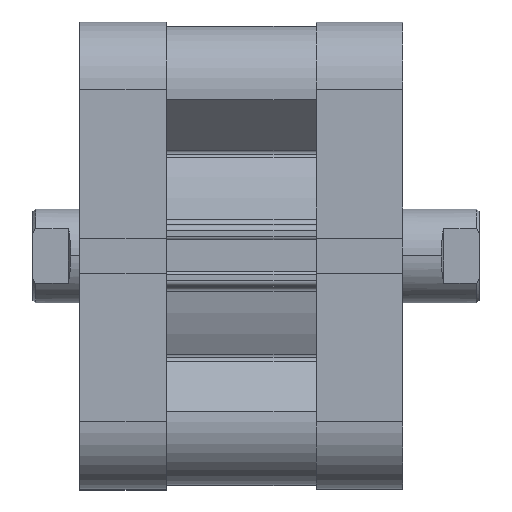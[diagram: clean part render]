
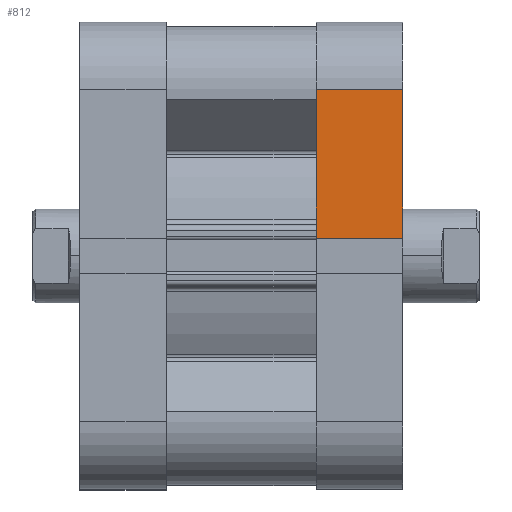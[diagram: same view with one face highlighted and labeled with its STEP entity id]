
A CAD part, top view. The second image highlights one B-rep face of the part: STEP entity #812.
In plain terms, the highlighted planar face has unit normal (0, 0, 1).
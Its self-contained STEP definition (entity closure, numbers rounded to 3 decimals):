
#128 = EDGE_CURVE ( 'NONE', #7659, #7450, #6880, .T. ) ;
#272 = EDGE_CURVE ( 'NONE', #7738, #7697, #3045, .T. ) ;
#403 = EDGE_CURVE ( 'NONE', #7738, #7659, #3104, .T. ) ;
#416 = DIRECTION ( 'NONE',  ( 0., -1., 0. ) ) ;
#428 = EDGE_CURVE ( 'NONE', #7450, #7697, #3111, .T. ) ;
#479 = CARTESIAN_POINT ( 'NONE',  ( -27.821, 39.75, 39.75 ) ) ;
#812 = ADVANCED_FACE ( 'NONE', ( #3306 ), #2328, .F. ) ;
#969 = CARTESIAN_POINT ( 'NONE',  ( -13.071, -2.97, 39.75 ) ) ;
#1178 = AXIS2_PLACEMENT_3D ( 'NONE', #2309, #2336, #2337 ) ;
#1886 = CARTESIAN_POINT ( 'NONE',  ( -13.071, 39.75, 39.75 ) ) ;
#1889 = DIRECTION ( 'NONE',  ( 0., -1., 0. ) ) ;
#1924 = CARTESIAN_POINT ( 'NONE',  ( -13.071, -2.97, 39.75 ) ) ;
#1925 = DIRECTION ( 'NONE',  ( -1., 0., 0. ) ) ;
#1935 = CARTESIAN_POINT ( 'NONE',  ( -13.071, -28.25, 39.75 ) ) ;
#1936 = DIRECTION ( 'NONE',  ( 1., 0., 0. ) ) ;
#2309 = CARTESIAN_POINT ( 'NONE',  ( -13.071, 39.75, 39.75 ) ) ;
#2328 = PLANE ( 'NONE',  #1178 ) ;
#2336 = DIRECTION ( 'NONE',  ( 0., 0., -1. ) ) ;
#2337 = DIRECTION ( 'NONE',  ( 0., 1., 0. ) ) ;
#3045 = LINE ( 'NONE', #1886, #3080 ) ;
#3080 = VECTOR ( 'NONE', #1889, 1000. ) ;
#3104 = LINE ( 'NONE', #1924, #3105 ) ;
#3105 = VECTOR ( 'NONE', #1925, 1000. ) ;
#3111 = LINE ( 'NONE', #1935, #3112 ) ;
#3112 = VECTOR ( 'NONE', #1936, 1000. ) ;
#3306 = FACE_OUTER_BOUND ( 'NONE', #6536, .T. ) ;
#5039 = CARTESIAN_POINT ( 'NONE',  ( -27.821, -28.25, 39.75 ) ) ;
#5253 = CARTESIAN_POINT ( 'NONE',  ( -27.821, -2.97, 39.75 ) ) ;
#5290 = CARTESIAN_POINT ( 'NONE',  ( -13.071, -28.25, 39.75 ) ) ;
#5865 = ORIENTED_EDGE ( 'NONE', *, *, #428, .T. ) ;
#5866 = ORIENTED_EDGE ( 'NONE', *, *, #128, .T. ) ;
#5867 = ORIENTED_EDGE ( 'NONE', *, *, #403, .T. ) ;
#5868 = ORIENTED_EDGE ( 'NONE', *, *, #272, .F. ) ;
#6536 = EDGE_LOOP ( 'NONE', ( #5868, #5867, #5866, #5865 ) ) ;
#6880 = LINE ( 'NONE', #479, #6884 ) ;
#6884 = VECTOR ( 'NONE', #416, 1000. ) ;
#7450 = VERTEX_POINT ( 'NONE', #5039 ) ;
#7659 = VERTEX_POINT ( 'NONE', #5253 ) ;
#7697 = VERTEX_POINT ( 'NONE', #5290 ) ;
#7738 = VERTEX_POINT ( 'NONE', #969 ) ;
